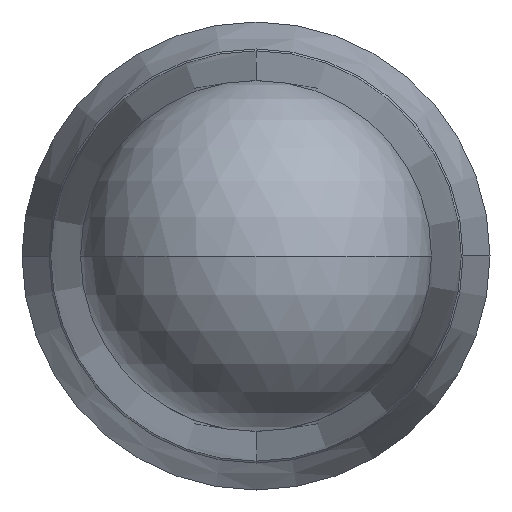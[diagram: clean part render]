
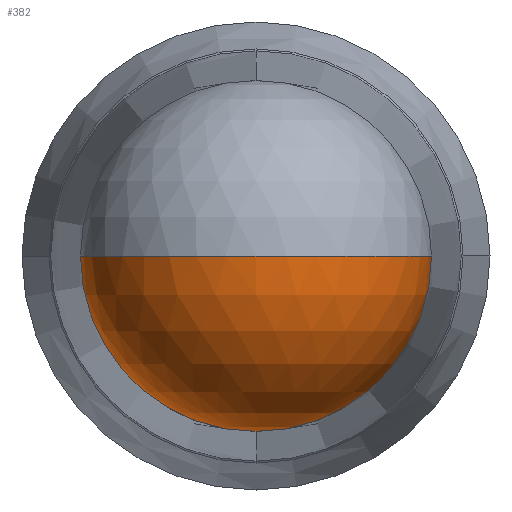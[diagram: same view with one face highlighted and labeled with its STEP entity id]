
A CAD part, front view. The second image highlights one B-rep face of the part: STEP entity #382.
In plain terms, the highlighted spherical face has radius 2.382 mm.
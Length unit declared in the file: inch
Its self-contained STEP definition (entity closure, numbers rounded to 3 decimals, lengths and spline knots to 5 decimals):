
#27 = DIRECTION ( 'NONE',  ( 0., 0., -1. ) ) ;
#30 = EDGE_LOOP ( 'NONE', ( #391, #194, #32, #224 ) ) ;
#32 = ORIENTED_EDGE ( 'NONE', *, *, #472, .T. ) ;
#55 = AXIS2_PLACEMENT_3D ( 'NONE', #346, #226, #400 ) ;
#61 = DIRECTION ( 'NONE',  ( -1., 0., 0. ) ) ;
#64 = CARTESIAN_POINT ( 'NONE',  ( -0.09375, 0.09213, 0. ) ) ;
#105 = DIRECTION ( 'NONE',  ( 0., 0., -1. ) ) ;
#122 = DIRECTION ( 'NONE',  ( 1., 0., 0. ) ) ;
#132 = CARTESIAN_POINT ( 'NONE',  ( 0., 0.09376, 0. ) ) ;
#133 = VERTEX_POINT ( 'NONE', #340 ) ;
#135 = AXIS2_PLACEMENT_3D ( 'NONE', #376, #470, #289 ) ;
#145 = CARTESIAN_POINT ( 'NONE',  ( 0., 0.09213, 0. ) ) ;
#147 = EDGE_CURVE ( 'NONE', #401, #478, #222, .T. ) ;
#183 = EDGE_CURVE ( 'NONE', #401, #473, #386, .T. ) ;
#192 = FACE_OUTER_BOUND ( 'NONE', #30, .T. ) ;
#194 = ORIENTED_EDGE ( 'NONE', *, *, #388, .T. ) ;
#195 = DIRECTION ( 'NONE',  ( 0., 0., 1. ) ) ;
#210 = CIRCLE ( 'NONE', #492, 0.09375 ) ;
#222 = CIRCLE ( 'NONE', #135, 0.09375 ) ;
#224 = ORIENTED_EDGE ( 'NONE', *, *, #183, .F. ) ;
#226 = DIRECTION ( 'NONE',  ( 0., 0., -1. ) ) ;
#241 = CIRCLE ( 'NONE', #55, 0.09376 ) ;
#289 = DIRECTION ( 'NONE',  ( 0., 0., -1. ) ) ;
#313 = DIRECTION ( 'NONE',  ( 0., -1., 0. ) ) ;
#330 = SPHERICAL_SURFACE ( 'NONE', #437, 0.09376 ) ;
#340 = CARTESIAN_POINT ( 'NONE',  ( 0.09375, 0.09213, 0. ) ) ;
#346 = CARTESIAN_POINT ( 'NONE',  ( 0., 0.09376, 0. ) ) ;
#349 = AXIS2_PLACEMENT_3D ( 'NONE', #445, #195, #122 ) ;
#376 = CARTESIAN_POINT ( 'NONE',  ( 0., 0.09213, 0. ) ) ;
#382 = ADVANCED_FACE ( 'NONE', ( #192 ), #330, .T. ) ;
#386 = CIRCLE ( 'NONE', #349, 0.09376 ) ;
#388 = EDGE_CURVE ( 'NONE', #478, #133, #210, .T. ) ;
#391 = ORIENTED_EDGE ( 'NONE', *, *, #147, .T. ) ;
#393 = CARTESIAN_POINT ( 'NONE',  ( 0., 0., 0. ) ) ;
#400 = DIRECTION ( 'NONE',  ( -1., 0., 0. ) ) ;
#401 = VERTEX_POINT ( 'NONE', #64 ) ;
#410 = CARTESIAN_POINT ( 'NONE',  ( 0., 0.09213, -0.09375 ) ) ;
#437 = AXIS2_PLACEMENT_3D ( 'NONE', #132, #105, #61 ) ;
#445 = CARTESIAN_POINT ( 'NONE',  ( 0., 0.09376, 0. ) ) ;
#470 = DIRECTION ( 'NONE',  ( 0., -1., 0. ) ) ;
#472 = EDGE_CURVE ( 'NONE', #133, #473, #241, .T. ) ;
#473 = VERTEX_POINT ( 'NONE', #393 ) ;
#478 = VERTEX_POINT ( 'NONE', #410 ) ;
#492 = AXIS2_PLACEMENT_3D ( 'NONE', #145, #313, #27 ) ;
